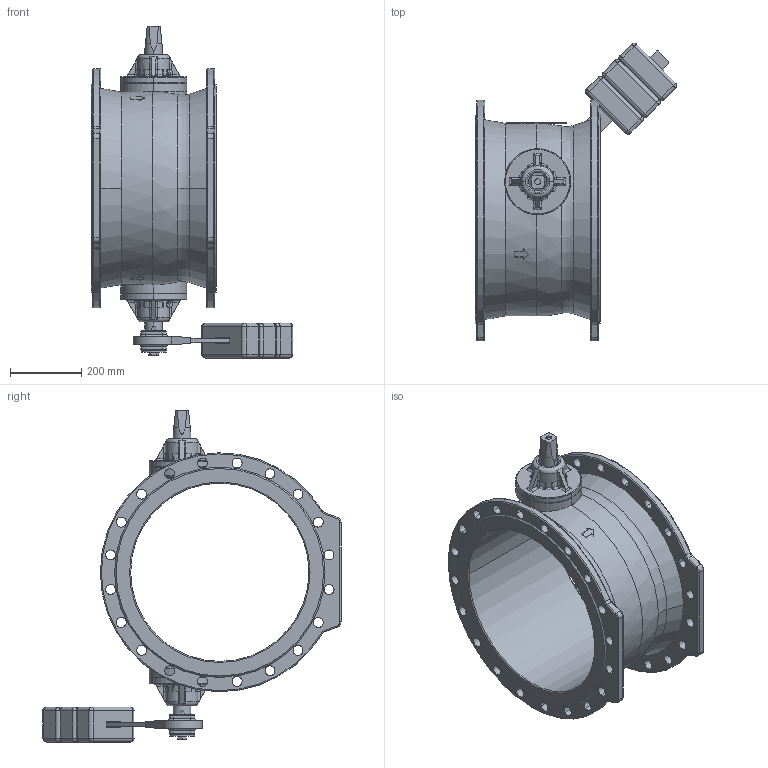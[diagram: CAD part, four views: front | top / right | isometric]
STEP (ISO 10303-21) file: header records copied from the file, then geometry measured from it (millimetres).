
FILE_DESCRIPTION((''),'2;1');
FILE_NAME('0D169634_ASM','2009-12-01T',('bsiewert'),(''),'PRO/ENGINEER BY PARAMETRIC TECHNOLOGY CORPORATION, 2009060','PRO/ENGINEER BY PARAMETRIC TECHNOLOGY CORPORATION, 2009060','');
FILE_SCHEMA(('AUTOMOTIVE_DESIGN_CC2 { 1 2 10303 214 -1 1 5 2 }'));
Length unit declared in the file: millimetre
Products named in the file (7): 0D169633; 0D165752; 0D165754; 0D165753; N38_580_SCHEIBE_17; D933_M16X35; 0D169634_ASM
Assembly tree (9 placements, depth 2):
  0D169634_ASM
    0D169633
    0D165752  x2
    0D165754
    0D165753  x3
    N38_580_SCHEIBE_17
    D933_M16X35
Bounding box: 565.03 x 836.03 x 931 mm (x, y, z)
Volume: 24921498.9 mm3; surface area: 2337046.4 mm2
Topology: 42 solids, 43 shells, 1396 faces, 3530 edges, 2237 vertices
Faces by surface type: plane 762, cylinder 274, bspline 138, torus 100, cone 64, sphere 58
Entity records: 47737 total; most frequent: CARTESIAN_POINT 9957, ORIENTED_EDGE 5924, DIRECTION 5523, EDGE_CURVE 2964, PRESENTATION_STYLE_ASSIGNMENT 2879, STYLED_ITEM 2830, CURVE_STYLE 2792, VECTOR 2083
